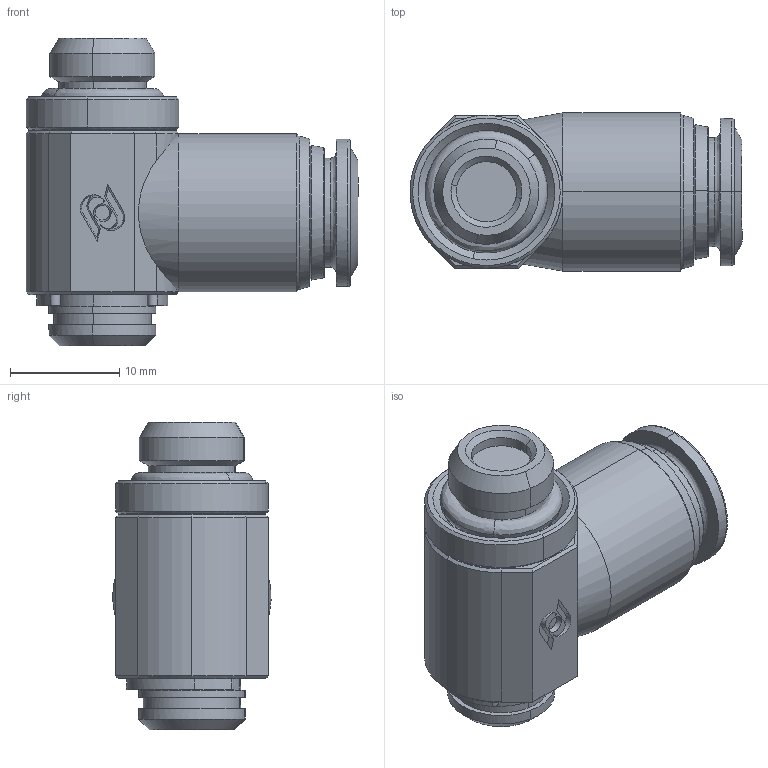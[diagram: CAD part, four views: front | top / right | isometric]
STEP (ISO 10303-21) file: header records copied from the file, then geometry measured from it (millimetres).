
FILE_DESCRIPTION (( 'STEP AP214' ), '1' );
FILE_NAME ('PH08-G01_ME.STEP', '2018-09-06T11:49:02', ( '' ), ( '' ), 'SwSTEP 2.0', 'SolidWorks 2018', '' );
FILE_SCHEMA (( 'AUTOMOTIVE_DESIGN' ));
Length unit declared in the file: millimetre
Products named in the file (1): PH08-G01_ME
Bounding box: 30.4 x 14.48 x 28.2 mm (x, y, z)
Volume: 5849.8 mm3; surface area: 2978.4 mm2
Topology: 2 solids, 2 shells, 182 faces, 418 edges, 256 vertices
Faces by surface type: bspline 182
Entity records: 6914 total; most frequent: CARTESIAN_POINT 4400, ORIENTED_EDGE 836, EDGE_CURVE 418, B_SPLINE_CURVE_WITH_KNOTS 286, VERTEX_POINT 256, EDGE_LOOP 206, ADVANCED_FACE 182, FACE_OUTER_BOUND 182
